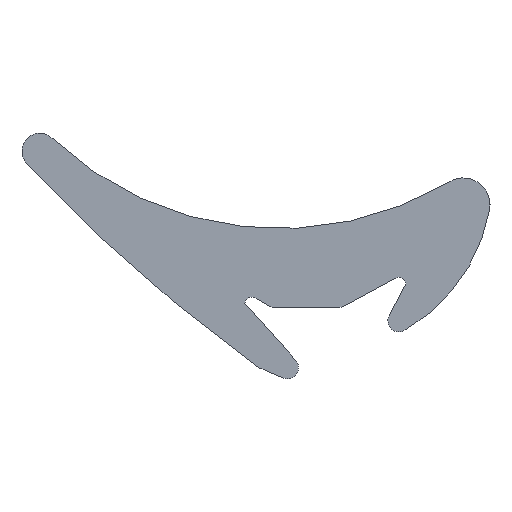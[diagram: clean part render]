
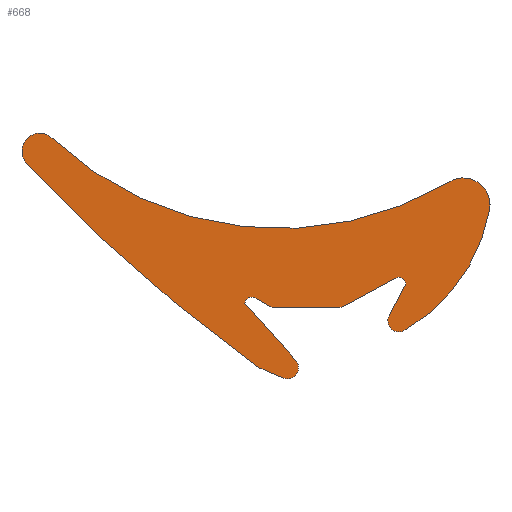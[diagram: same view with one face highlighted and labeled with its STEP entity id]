
A CAD part, front view. The second image highlights one B-rep face of the part: STEP entity #668.
In plain terms, the highlighted planar face has unit normal (0, -1, 0).
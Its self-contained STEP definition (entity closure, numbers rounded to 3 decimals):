
#229=CARTESIAN_POINT('',(-0.022,0.,-0.941));
#230=VERTEX_POINT('',#229);
#231=CARTESIAN_POINT('',(-0.246,0.,-1.071));
#232=VERTEX_POINT('',#231);
#233=CARTESIAN_POINT('',(-0.096,0.,-1.071));
#234=DIRECTION('',(0.,-1.0,0.));
#235=DIRECTION('',(0.494,0.,0.869));
#236=AXIS2_PLACEMENT_3D('',#233,#234,#235);
#237=CIRCLE('',#236,0.15);
#238=EDGE_CURVE('',#230,#232,#237,.T.);
#261=CARTESIAN_POINT('',(0.89,0.,-2.333));
#262=VERTEX_POINT('',#261);
#263=CARTESIAN_POINT('',(-0.246,0.,-1.071));
#264=DIRECTION('',(0.669,0.,-0.743));
#265=VECTOR('',#264,1.698);
#266=LINE('',#263,#265);
#267=EDGE_CURVE('',#232,#262,#266,.T.);
#285=CARTESIAN_POINT('',(0.622,0.,-2.736));
#286=VERTEX_POINT('',#285);
#287=CARTESIAN_POINT('',(0.704,0.,-2.5));
#288=DIRECTION('',(0.,1.0,0.));
#289=DIRECTION('',(0.329,0.,0.944));
#290=AXIS2_PLACEMENT_3D('',#287,#288,#289);
#291=CIRCLE('',#290,0.25);
#292=EDGE_CURVE('',#262,#286,#291,.T.);
#310=CARTESIAN_POINT('',(0.066,0.,-2.502));
#311=VERTEX_POINT('',#310);
#312=CARTESIAN_POINT('',(2.715,0.,3.005));
#313=DIRECTION('',(0.,1.0,0.));
#314=DIRECTION('',(0.433,0.,0.901));
#315=AXIS2_PLACEMENT_3D('',#312,#313,#314);
#316=CIRCLE('',#315,6.111);
#317=EDGE_CURVE('',#286,#311,#316,.T.);
#335=CARTESIAN_POINT('',(-5.139,0.,2.077));
#336=VERTEX_POINT('',#335);
#337=CARTESIAN_POINT('',(20.445,0.,25.911));
#338=DIRECTION('',(0.,1.0,0.));
#339=DIRECTION('',(0.732,0.,0.682));
#340=AXIS2_PLACEMENT_3D('',#337,#338,#339);
#341=CIRCLE('',#340,34.965);
#342=EDGE_CURVE('',#311,#336,#341,.T.);
#360=CARTESIAN_POINT('',(-4.572,0.,2.641));
#361=VERTEX_POINT('',#360);
#362=CARTESIAN_POINT('',(-4.846,0.,2.35));
#363=DIRECTION('',(0.,1.0,0.));
#364=DIRECTION('',(-0.687,0.,-0.727));
#365=AXIS2_PLACEMENT_3D('',#362,#363,#364);
#366=CIRCLE('',#365,0.4);
#367=EDGE_CURVE('',#336,#361,#366,.T.);
#385=CARTESIAN_POINT('',(4.338,0.,1.665));
#386=VERTEX_POINT('',#385);
#387=CARTESIAN_POINT('',(0.528,0.,8.038));
#388=DIRECTION('',(0.,-1.0,0.));
#389=DIRECTION('',(-0.687,0.,-0.727));
#390=AXIS2_PLACEMENT_3D('',#387,#388,#389);
#391=CIRCLE('',#390,7.425);
#392=EDGE_CURVE('',#361,#386,#391,.T.);
#410=CARTESIAN_POINT('',(5.237,0.,1.047));
#411=VERTEX_POINT('',#410);
#412=CARTESIAN_POINT('',(4.646,0.,1.15));
#413=DIRECTION('',(0.,1.0,0.));
#414=DIRECTION('',(-0.985,0.,0.171));
#415=AXIS2_PLACEMENT_3D('',#412,#413,#414);
#416=CIRCLE('',#415,0.6);
#417=EDGE_CURVE('',#386,#411,#416,.T.);
#435=CARTESIAN_POINT('',(3.354,0.,-1.655));
#436=VERTEX_POINT('',#435);
#437=CARTESIAN_POINT('',(1.405,0.,1.711));
#438=DIRECTION('',(0.,1.0,0.));
#439=DIRECTION('',(-0.501,0.,0.865));
#440=AXIS2_PLACEMENT_3D('',#437,#438,#439);
#441=CIRCLE('',#440,3.89);
#442=EDGE_CURVE('',#411,#436,#441,.T.);
#460=CARTESIAN_POINT('',(2.985,0.,-1.335));
#461=VERTEX_POINT('',#460);
#462=CARTESIAN_POINT('',(3.208,0.,-1.451));
#463=DIRECTION('',(0.,1.0,0.));
#464=DIRECTION('',(0.887,0.,-0.463));
#465=AXIS2_PLACEMENT_3D('',#462,#463,#464);
#466=CIRCLE('',#465,0.251);
#467=EDGE_CURVE('',#436,#461,#466,.T.);
#485=CARTESIAN_POINT('',(3.354,0.,-0.628));
#486=VERTEX_POINT('',#485);
#487=CARTESIAN_POINT('',(2.985,0.,-1.335));
#488=DIRECTION('',(0.463,0.,0.887));
#489=VECTOR('',#488,0.797);
#490=LINE('',#487,#489);
#491=EDGE_CURVE('',#461,#486,#490,.T.);
#509=CARTESIAN_POINT('',(3.133,0.,-0.496));
#510=VERTEX_POINT('',#509);
#511=CARTESIAN_POINT('',(3.204,0.,-0.628));
#512=DIRECTION('',(0.0,-1.0,0.0));
#513=DIRECTION('',(1.0,0.0,0.0));
#514=AXIS2_PLACEMENT_3D('',#511,#512,#513);
#515=CIRCLE('',#514,0.15);
#516=EDGE_CURVE('',#486,#510,#515,.T.);
#534=CARTESIAN_POINT('',(1.953,0.,-1.132));
#535=VERTEX_POINT('',#534);
#536=CARTESIAN_POINT('',(3.133,0.,-0.496));
#537=DIRECTION('',(-0.88,0.,-0.474));
#538=VECTOR('',#537,1.34);
#539=LINE('',#536,#538);
#540=EDGE_CURVE('',#510,#535,#539,.T.);
#558=CARTESIAN_POINT('',(1.882,0.,-1.15));
#559=VERTEX_POINT('',#558);
#560=CARTESIAN_POINT('',(1.882,0.,-1.));
#561=DIRECTION('',(0.0,1.0,0.0));
#562=DIRECTION('',(0.0,0.0,1.0));
#563=AXIS2_PLACEMENT_3D('',#560,#561,#562);
#564=CIRCLE('',#563,0.15);
#565=EDGE_CURVE('',#535,#559,#564,.T.);
#583=CARTESIAN_POINT('',(0.386,0.,-1.15));
#584=VERTEX_POINT('',#583);
#585=CARTESIAN_POINT('',(1.882,0.,-1.15));
#586=DIRECTION('',(-1.0,0.0,0.0));
#587=VECTOR('',#586,1.496);
#588=LINE('',#585,#587);
#589=EDGE_CURVE('',#559,#584,#588,.T.);
#607=CARTESIAN_POINT('',(0.312,0.,-1.13));
#608=VERTEX_POINT('',#607);
#609=CARTESIAN_POINT('',(0.386,0.,-1.));
#610=DIRECTION('',(0.,1.0,0.));
#611=DIRECTION('',(0.494,0.,0.869));
#612=AXIS2_PLACEMENT_3D('',#609,#610,#611);
#613=CIRCLE('',#612,0.15);
#614=EDGE_CURVE('',#584,#608,#613,.T.);
#632=CARTESIAN_POINT('',(0.312,0.,-1.13));
#633=DIRECTION('',(-0.869,0.,0.494));
#634=VECTOR('',#633,0.384);
#635=LINE('',#632,#634);
#636=EDGE_CURVE('',#608,#230,#635,.T.);
#644=CARTESIAN_POINT('',(0.252,0.,0.064));
#645=DIRECTION('',(0.0,1.0,0.0));
#646=DIRECTION('',(0.0,0.0,1.0));
#647=AXIS2_PLACEMENT_3D('',#644,#645,#646);
#648=PLANE('',#647);
#649=ORIENTED_EDGE('',*,*,#238,.F.);
#650=ORIENTED_EDGE('',*,*,#636,.F.);
#651=ORIENTED_EDGE('',*,*,#614,.F.);
#652=ORIENTED_EDGE('',*,*,#589,.F.);
#653=ORIENTED_EDGE('',*,*,#565,.F.);
#654=ORIENTED_EDGE('',*,*,#540,.F.);
#655=ORIENTED_EDGE('',*,*,#516,.F.);
#656=ORIENTED_EDGE('',*,*,#491,.F.);
#657=ORIENTED_EDGE('',*,*,#467,.F.);
#658=ORIENTED_EDGE('',*,*,#442,.F.);
#659=ORIENTED_EDGE('',*,*,#417,.F.);
#660=ORIENTED_EDGE('',*,*,#392,.F.);
#661=ORIENTED_EDGE('',*,*,#367,.F.);
#662=ORIENTED_EDGE('',*,*,#342,.F.);
#663=ORIENTED_EDGE('',*,*,#317,.F.);
#664=ORIENTED_EDGE('',*,*,#292,.F.);
#665=ORIENTED_EDGE('',*,*,#267,.F.);
#666=EDGE_LOOP('',(#649,#650,#651,#652,#653,#654,#655,#656,#657,#658,#659,#660,#661,#662,#663,#664,#665));
#667=FACE_OUTER_BOUND('',#666,.T.);
#668=ADVANCED_FACE('',(#667),#648,.F.);
